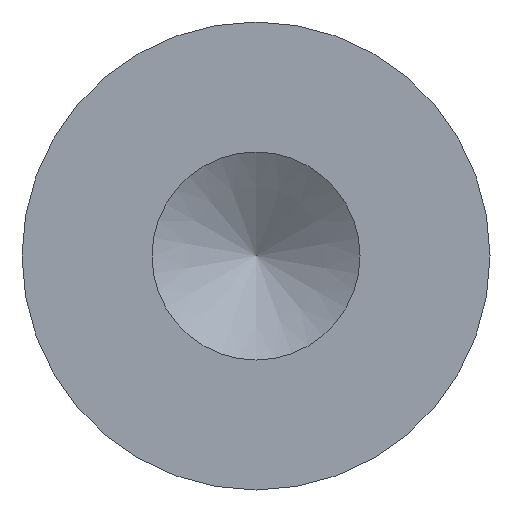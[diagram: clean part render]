
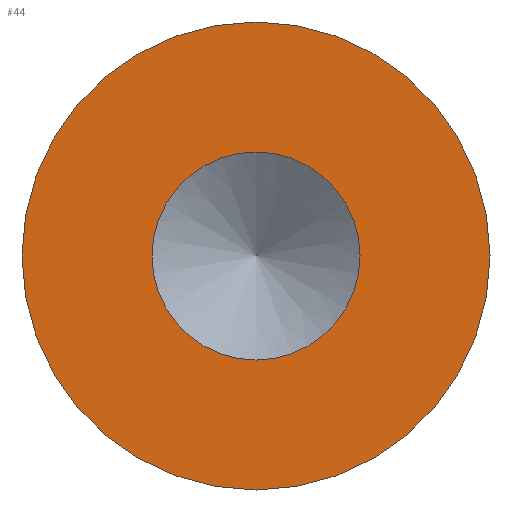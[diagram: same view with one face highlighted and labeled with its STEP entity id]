
A CAD part, front view. The second image highlights one B-rep face of the part: STEP entity #44.
In plain terms, the highlighted planar face has unit normal (0, -1, 0).
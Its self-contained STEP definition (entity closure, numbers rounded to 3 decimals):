
#44=ADVANCED_FACE('',(#58,#59),#55,.T.);
#55=PLANE('',#152);
#58=FACE_BOUND('',#78,.T.);
#59=FACE_BOUND('',#79,.T.);
#78=EDGE_LOOP('',(#98));
#79=EDGE_LOOP('',(#99));
#98=ORIENTED_EDGE('',*,*,#129,.T.);
#99=ORIENTED_EDGE('',*,*,#130,.F.);
#118=VERTEX_POINT('',#217);
#119=VERTEX_POINT('',#219);
#129=EDGE_CURVE('',#118,#118,#139,.T.);
#130=EDGE_CURVE('',#119,#119,#140,.T.);
#139=CIRCLE('',#150,1.);
#140=CIRCLE('',#151,2.25);
#150=AXIS2_PLACEMENT_3D('',#216,#173,#174);
#151=AXIS2_PLACEMENT_3D('',#218,#175,#176);
#152=AXIS2_PLACEMENT_3D('',#220,#177,#178);
#173=DIRECTION('',(0.,1.,0.));
#174=DIRECTION('',(0.,0.,-1.));
#175=DIRECTION('',(0.,1.,0.));
#176=DIRECTION('',(0.,0.,1.));
#177=DIRECTION('',(0.,-1.,0.));
#178=DIRECTION('',(0.,0.,-1.));
#216=CARTESIAN_POINT('',(-39.,-7.5,0.));
#217=CARTESIAN_POINT('',(-39.,-7.5,-1.));
#218=CARTESIAN_POINT('',(-39.,-7.5,0.));
#219=CARTESIAN_POINT('',(-39.,-7.5,2.25));
#220=CARTESIAN_POINT('',(-39.,-7.5,2.25));
